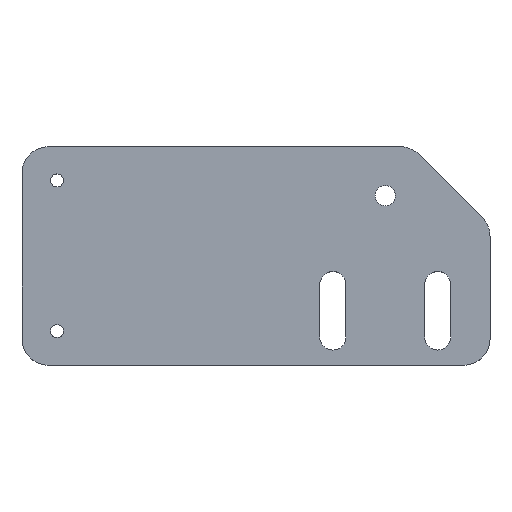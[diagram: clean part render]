
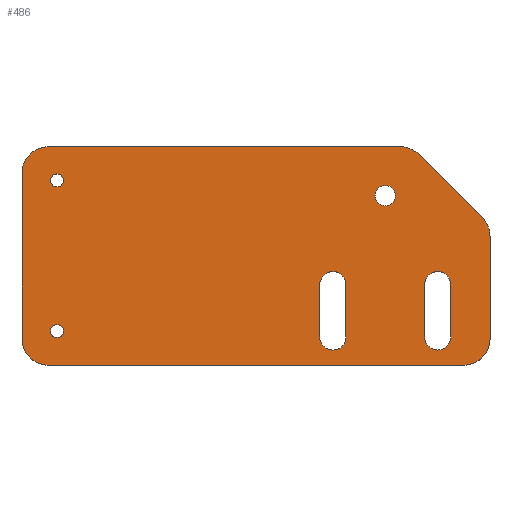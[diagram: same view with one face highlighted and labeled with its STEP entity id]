
A CAD part, top view. The second image highlights one B-rep face of the part: STEP entity #486.
In plain terms, the highlighted planar face has unit normal (0, 0, 1).
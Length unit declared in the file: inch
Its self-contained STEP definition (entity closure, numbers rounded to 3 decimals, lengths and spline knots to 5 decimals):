
#45=FACE_BOUND('',#95,.T.);
#46=FACE_BOUND('',#96,.T.);
#47=FACE_BOUND('',#97,.T.);
#48=FACE_BOUND('',#98,.T.);
#49=FACE_BOUND('',#99,.T.);
#53=PLANE('',#543);
#66=FACE_OUTER_BOUND('',#94,.T.);
#94=EDGE_LOOP('',(#374,#375,#376,#377,#378,#379,#380,#381,#382,#383));
#95=EDGE_LOOP('',(#384,#385));
#96=EDGE_LOOP('',(#386,#387));
#97=EDGE_LOOP('',(#388,#389,#390,#391));
#98=EDGE_LOOP('',(#392,#393,#394,#395));
#99=EDGE_LOOP('',(#396,#397));
#121=LINE('',#742,#160);
#131=LINE('',#787,#170);
#133=LINE('',#791,#172);
#134=LINE('',#795,#173);
#135=LINE('',#799,#174);
#136=LINE('',#813,#175);
#137=LINE('',#816,#176);
#138=LINE('',#819,#177);
#139=LINE('',#823,#178);
#160=VECTOR('',#592,0.3937);
#170=VECTOR('',#632,0.3937);
#172=VECTOR('',#636,0.3937);
#173=VECTOR('',#639,0.3937);
#174=VECTOR('',#642,0.3937);
#175=VECTOR('',#655,0.3937);
#176=VECTOR('',#658,0.3937);
#177=VECTOR('',#659,0.3937);
#178=VECTOR('',#662,0.3937);
#196=CIRCLE('',#526,0.125);
#208=CIRCLE('',#541,0.125);
#209=CIRCLE('',#544,0.125);
#210=CIRCLE('',#545,0.125);
#211=CIRCLE('',#546,0.125);
#212=CIRCLE('',#547,0.03085);
#213=CIRCLE('',#548,0.03085);
#214=CIRCLE('',#549,0.03085);
#215=CIRCLE('',#550,0.03085);
#216=CIRCLE('',#551,0.0625);
#217=CIRCLE('',#552,0.0625);
#218=CIRCLE('',#553,0.0625);
#219=CIRCLE('',#554,0.0625);
#220=CIRCLE('',#555,0.04841);
#221=CIRCLE('',#556,0.04841);
#228=VERTEX_POINT('',#732);
#229=VERTEX_POINT('',#734);
#231=VERTEX_POINT('',#740);
#250=VERTEX_POINT('',#782);
#251=VERTEX_POINT('',#786);
#252=VERTEX_POINT('',#790);
#253=VERTEX_POINT('',#792);
#254=VERTEX_POINT('',#794);
#255=VERTEX_POINT('',#796);
#256=VERTEX_POINT('',#798);
#257=VERTEX_POINT('',#801);
#258=VERTEX_POINT('',#802);
#259=VERTEX_POINT('',#805);
#260=VERTEX_POINT('',#806);
#261=VERTEX_POINT('',#809);
#262=VERTEX_POINT('',#810);
#263=VERTEX_POINT('',#812);
#264=VERTEX_POINT('',#814);
#265=VERTEX_POINT('',#817);
#266=VERTEX_POINT('',#818);
#267=VERTEX_POINT('',#820);
#268=VERTEX_POINT('',#822);
#269=VERTEX_POINT('',#825);
#270=VERTEX_POINT('',#826);
#273=EDGE_CURVE('',#228,#229,#196,.T.);
#277=EDGE_CURVE('',#231,#228,#121,.T.);
#297=EDGE_CURVE('',#250,#231,#208,.T.);
#299=EDGE_CURVE('',#251,#229,#131,.T.);
#301=EDGE_CURVE('',#250,#252,#133,.T.);
#302=EDGE_CURVE('',#253,#252,#209,.T.);
#303=EDGE_CURVE('',#253,#254,#134,.T.);
#304=EDGE_CURVE('',#255,#254,#210,.T.);
#305=EDGE_CURVE('',#255,#256,#135,.T.);
#306=EDGE_CURVE('',#251,#256,#211,.T.);
#307=EDGE_CURVE('',#257,#258,#212,.T.);
#308=EDGE_CURVE('',#258,#257,#213,.T.);
#309=EDGE_CURVE('',#259,#260,#214,.T.);
#310=EDGE_CURVE('',#260,#259,#215,.T.);
#311=EDGE_CURVE('',#261,#262,#216,.T.);
#312=EDGE_CURVE('',#262,#263,#136,.T.);
#313=EDGE_CURVE('',#263,#264,#217,.T.);
#314=EDGE_CURVE('',#264,#261,#137,.T.);
#315=EDGE_CURVE('',#265,#266,#138,.T.);
#316=EDGE_CURVE('',#266,#267,#218,.T.);
#317=EDGE_CURVE('',#267,#268,#139,.T.);
#318=EDGE_CURVE('',#268,#265,#219,.T.);
#319=EDGE_CURVE('',#269,#270,#220,.T.);
#320=EDGE_CURVE('',#270,#269,#221,.T.);
#374=ORIENTED_EDGE('',*,*,#273,.F.);
#375=ORIENTED_EDGE('',*,*,#277,.F.);
#376=ORIENTED_EDGE('',*,*,#297,.F.);
#377=ORIENTED_EDGE('',*,*,#301,.T.);
#378=ORIENTED_EDGE('',*,*,#302,.F.);
#379=ORIENTED_EDGE('',*,*,#303,.T.);
#380=ORIENTED_EDGE('',*,*,#304,.F.);
#381=ORIENTED_EDGE('',*,*,#305,.T.);
#382=ORIENTED_EDGE('',*,*,#306,.F.);
#383=ORIENTED_EDGE('',*,*,#299,.T.);
#384=ORIENTED_EDGE('',*,*,#307,.T.);
#385=ORIENTED_EDGE('',*,*,#308,.T.);
#386=ORIENTED_EDGE('',*,*,#309,.T.);
#387=ORIENTED_EDGE('',*,*,#310,.T.);
#388=ORIENTED_EDGE('',*,*,#311,.T.);
#389=ORIENTED_EDGE('',*,*,#312,.T.);
#390=ORIENTED_EDGE('',*,*,#313,.T.);
#391=ORIENTED_EDGE('',*,*,#314,.T.);
#392=ORIENTED_EDGE('',*,*,#315,.T.);
#393=ORIENTED_EDGE('',*,*,#316,.T.);
#394=ORIENTED_EDGE('',*,*,#317,.T.);
#395=ORIENTED_EDGE('',*,*,#318,.T.);
#396=ORIENTED_EDGE('',*,*,#319,.T.);
#397=ORIENTED_EDGE('',*,*,#320,.T.);
#486=ADVANCED_FACE('',(#66,#45,#46,#47,#48,#49),#53,.T.);
#526=AXIS2_PLACEMENT_3D('',#735,#585,#586);
#541=AXIS2_PLACEMENT_3D('',#783,#627,#628);
#543=AXIS2_PLACEMENT_3D('',#789,#634,#635);
#544=AXIS2_PLACEMENT_3D('',#793,#637,#638);
#545=AXIS2_PLACEMENT_3D('',#797,#640,#641);
#546=AXIS2_PLACEMENT_3D('',#800,#643,#644);
#547=AXIS2_PLACEMENT_3D('',#803,#645,#646);
#548=AXIS2_PLACEMENT_3D('',#804,#647,#648);
#549=AXIS2_PLACEMENT_3D('',#807,#649,#650);
#550=AXIS2_PLACEMENT_3D('',#808,#651,#652);
#551=AXIS2_PLACEMENT_3D('',#811,#653,#654);
#552=AXIS2_PLACEMENT_3D('',#815,#656,#657);
#553=AXIS2_PLACEMENT_3D('',#821,#660,#661);
#554=AXIS2_PLACEMENT_3D('',#824,#663,#664);
#555=AXIS2_PLACEMENT_3D('',#827,#665,#666);
#556=AXIS2_PLACEMENT_3D('',#828,#667,#668);
#585=DIRECTION('center_axis',(0.,0.,-1.));
#586=DIRECTION('ref_axis',(0.924,0.383,0.));
#592=DIRECTION('',(0.707,-0.707,0.));
#627=DIRECTION('center_axis',(0.,0.,-1.));
#628=DIRECTION('ref_axis',(0.383,0.924,0.));
#632=DIRECTION('',(0.,1.,0.));
#634=DIRECTION('center_axis',(0.,0.,1.));
#635=DIRECTION('ref_axis',(1.,0.,0.));
#636=DIRECTION('',(-1.,0.,0.));
#637=DIRECTION('center_axis',(0.,0.,-1.));
#638=DIRECTION('ref_axis',(-0.707,0.707,0.));
#639=DIRECTION('',(0.,-1.,0.));
#640=DIRECTION('center_axis',(0.,0.,-1.));
#641=DIRECTION('ref_axis',(-0.707,-0.707,0.));
#642=DIRECTION('',(1.,0.,0.));
#643=DIRECTION('center_axis',(0.,0.,-1.));
#644=DIRECTION('ref_axis',(0.707,-0.707,0.));
#645=DIRECTION('center_axis',(0.,0.,-1.));
#646=DIRECTION('ref_axis',(1.,0.,0.));
#647=DIRECTION('center_axis',(0.,0.,-1.));
#648=DIRECTION('ref_axis',(1.,0.,0.));
#649=DIRECTION('center_axis',(0.,0.,-1.));
#650=DIRECTION('ref_axis',(1.,0.,0.));
#651=DIRECTION('center_axis',(0.,0.,-1.));
#652=DIRECTION('ref_axis',(1.,0.,0.));
#653=DIRECTION('center_axis',(0.,0.,-1.));
#654=DIRECTION('ref_axis',(1.,0.,0.));
#655=DIRECTION('',(0.,-1.,0.));
#656=DIRECTION('center_axis',(0.,0.,-1.));
#657=DIRECTION('ref_axis',(-1.,0.,0.));
#658=DIRECTION('',(0.,1.,0.));
#659=DIRECTION('',(0.,-1.,0.));
#660=DIRECTION('center_axis',(0.,0.,-1.));
#661=DIRECTION('ref_axis',(-1.,0.,0.));
#662=DIRECTION('',(0.,1.,0.));
#663=DIRECTION('center_axis',(0.,0.,-1.));
#664=DIRECTION('ref_axis',(1.,0.,0.));
#665=DIRECTION('center_axis',(0.,0.,-1.));
#666=DIRECTION('ref_axis',(1.,0.,0.));
#667=DIRECTION('center_axis',(0.,0.,-1.));
#668=DIRECTION('ref_axis',(1.,0.,0.));
#732=CARTESIAN_POINT('',(1.08039,0.18311,0.));
#734=CARTESIAN_POINT('',(1.117,0.09472,0.));
#735=CARTESIAN_POINT('Origin',(0.992,0.09472,0.));
#740=CARTESIAN_POINT('',(0.77861,0.48489,0.));
#742=CARTESIAN_POINT('',(0.78063,0.48288,0.));
#782=CARTESIAN_POINT('',(0.69022,0.5215,0.));
#783=CARTESIAN_POINT('Origin',(0.69022,0.3965,0.));
#786=CARTESIAN_POINT('',(1.117,-0.3965,0.));
#787=CARTESIAN_POINT('',(1.117,-0.5215,0.));
#789=CARTESIAN_POINT('Origin',(0.,0.,
0.));
#790=CARTESIAN_POINT('',(-0.992,0.5215,0.));
#791=CARTESIAN_POINT('',(1.117,0.5215,0.));
#792=CARTESIAN_POINT('',(-1.117,0.3965,0.));
#793=CARTESIAN_POINT('Origin',(-0.992,0.3965,0.));
#794=CARTESIAN_POINT('',(-1.117,-0.3965,0.));
#795=CARTESIAN_POINT('',(-1.117,0.5215,0.));
#796=CARTESIAN_POINT('',(-0.992,-0.5215,0.));
#797=CARTESIAN_POINT('Origin',(-0.992,-0.3965,0.));
#798=CARTESIAN_POINT('',(0.992,-0.5215,0.));
#799=CARTESIAN_POINT('',(-1.117,-0.5215,0.));
#800=CARTESIAN_POINT('Origin',(0.992,-0.3965,0.));
#801=CARTESIAN_POINT('',(-0.91915,0.3605,0.));
#802=CARTESIAN_POINT('',(-0.98085,0.3605,0.));
#803=CARTESIAN_POINT('Origin',(-0.95,0.3605,0.));
#804=CARTESIAN_POINT('Origin',(-0.95,0.3605,0.));
#805=CARTESIAN_POINT('',(-0.91915,-0.3585,0.));
#806=CARTESIAN_POINT('',(-0.98085,-0.3585,0.));
#807=CARTESIAN_POINT('Origin',(-0.95,-0.3585,0.));
#808=CARTESIAN_POINT('Origin',(-0.95,-0.3585,0.));
#809=CARTESIAN_POINT('',(0.8045,-0.1365,0.));
#810=CARTESIAN_POINT('',(0.9295,-0.1365,0.));
#811=CARTESIAN_POINT('Origin',(0.867,-0.1365,0.));
#812=CARTESIAN_POINT('',(0.9295,-0.3865,0.));
#813=CARTESIAN_POINT('',(0.9295,-0.06825,0.));
#814=CARTESIAN_POINT('',(0.8045,-0.3865,0.));
#815=CARTESIAN_POINT('Origin',(0.867,-0.3865,0.));
#816=CARTESIAN_POINT('',(0.8045,-0.19325,0.));
#817=CARTESIAN_POINT('',(0.4295,-0.1365,0.));
#818=CARTESIAN_POINT('',(0.4295,-0.3865,0.));
#819=CARTESIAN_POINT('',(0.4295,-0.06825,0.));
#820=CARTESIAN_POINT('',(0.3045,-0.3865,0.));
#821=CARTESIAN_POINT('Origin',(0.367,-0.3865,0.));
#822=CARTESIAN_POINT('',(0.3045,-0.1365,0.));
#823=CARTESIAN_POINT('',(0.3045,-0.19325,0.));
#824=CARTESIAN_POINT('Origin',(0.367,-0.1365,0.));
#825=CARTESIAN_POINT('',(0.66541,0.2885,0.));
#826=CARTESIAN_POINT('',(0.56859,0.2885,0.));
#827=CARTESIAN_POINT('Origin',(0.617,0.2885,0.));
#828=CARTESIAN_POINT('Origin',(0.617,0.2885,0.));
